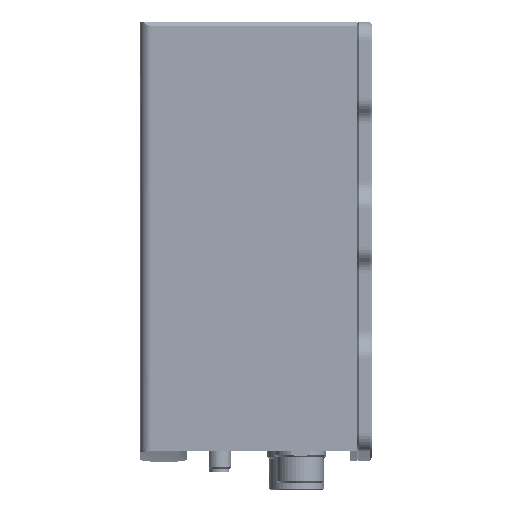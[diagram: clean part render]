
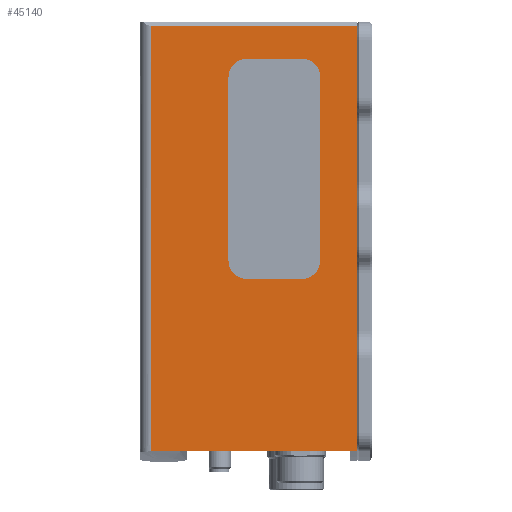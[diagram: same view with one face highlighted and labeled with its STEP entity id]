
A CAD part, left-side view. The second image highlights one B-rep face of the part: STEP entity #45140.
In plain terms, the highlighted planar face has unit normal (-1, 0, 0).
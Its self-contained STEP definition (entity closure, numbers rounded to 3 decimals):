
#639 = VERTEX_POINT ( 'NONE', #257345 ) ;
#1125 = EDGE_CURVE ( 'NONE', #146926, #151119, #136353, .T. ) ;
#1742 = DIRECTION ( 'NONE',  ( 0., 0., -1. ) ) ;
#4167 = LINE ( 'NONE', #108634, #236398 ) ;
#10533 = AXIS2_PLACEMENT_3D ( 'NONE', #149630, #249998, #252667 ) ;
#14592 = EDGE_CURVE ( 'NONE', #639, #170667, #154929, .T. ) ;
#19199 = VECTOR ( 'NONE', #176576, 1000. ) ;
#23449 = DIRECTION ( 'NONE',  ( 0., -1., 0. ) ) ;
#25636 = EDGE_CURVE ( 'NONE', #151119, #44944, #49488, .T. ) ;
#25914 = LINE ( 'NONE', #196793, #260072 ) ;
#25948 = CARTESIAN_POINT ( 'NONE',  ( 0., 10., -65. ) ) ;
#26567 = EDGE_CURVE ( 'NONE', #44944, #127157, #4167, .T. ) ;
#27049 = ORIENTED_EDGE ( 'NONE', *, *, #25636, .F. ) ;
#28625 = DIRECTION ( 'NONE',  ( 0., 1., 0. ) ) ;
#34772 = AXIS2_PLACEMENT_3D ( 'NONE', #84376, #251176, #45008 ) ;
#35025 = VECTOR ( 'NONE', #58925, 1000. ) ;
#35725 = LINE ( 'NONE', #178190, #163710 ) ;
#38203 = VERTEX_POINT ( 'NONE', #227239 ) ;
#44944 = VERTEX_POINT ( 'NONE', #170109 ) ;
#45008 = DIRECTION ( 'NONE',  ( 0., 0., -1. ) ) ;
#45140 = ADVANCED_FACE ( 'NONE', ( #252518, #88397 ), #168458, .F. ) ;
#45627 = CIRCLE ( 'NONE', #162584, 5. ) ;
#47071 = CARTESIAN_POINT ( 'NONE',  ( 0., 0., 0. ) ) ;
#49488 = CIRCLE ( 'NONE', #10533, 5. ) ;
#55537 = VERTEX_POINT ( 'NONE', #25948 ) ;
#55623 = CARTESIAN_POINT ( 'NONE',  ( 0., 35., -65. ) ) ;
#58925 = DIRECTION ( 'NONE',  ( 0., 1., 0. ) ) ;
#61109 = DIRECTION ( 'NONE',  ( 0., 0., 1. ) ) ;
#66969 = CARTESIAN_POINT ( 'NONE',  ( 0., 30., -65. ) ) ;
#67050 = AXIS2_PLACEMENT_3D ( 'NONE', #102233, #207987, #1742 ) ;
#68604 = CARTESIAN_POINT ( 'NONE',  ( 0., 15., -10. ) ) ;
#69364 = DIRECTION ( 'NONE',  ( 0., 0., 1. ) ) ;
#71998 = CARTESIAN_POINT ( 'NONE',  ( 0., 10., -15. ) ) ;
#72010 = VERTEX_POINT ( 'NONE', #100638 ) ;
#73049 = ORIENTED_EDGE ( 'NONE', *, *, #212095, .F. ) ;
#74509 = EDGE_CURVE ( 'NONE', #55537, #257064, #255146, .T. ) ;
#75007 = EDGE_LOOP ( 'NONE', ( #111278, #112227, #257802, #167065, #73049, #265306, #132931 ) ) ;
#84376 = CARTESIAN_POINT ( 'NONE',  ( 0., 56., 0. ) ) ;
#86966 = DIRECTION ( 'NONE',  ( 0., 0., -1. ) ) ;
#88397 = FACE_OUTER_BOUND ( 'NONE', #75007, .T. ) ;
#89144 = CARTESIAN_POINT ( 'NONE',  ( 0., 0., -117. ) ) ;
#93081 = DIRECTION ( 'NONE',  ( 0., 0., 1. ) ) ;
#93189 = CIRCLE ( 'NONE', #67050, 5. ) ;
#97614 = CARTESIAN_POINT ( 'NONE',  ( 0., 0., -117. ) ) ;
#97822 = EDGE_CURVE ( 'NONE', #224912, #55537, #93189, .T. ) ;
#98563 = EDGE_LOOP ( 'NONE', ( #216340, #108363, #229977, #218182, #181213, #27049, #215755, #207393 ) ) ;
#100638 = CARTESIAN_POINT ( 'NONE',  ( 0., 56., -115.076 ) ) ;
#102233 = CARTESIAN_POINT ( 'NONE',  ( 0., 15., -65. ) ) ;
#102620 = EDGE_CURVE ( 'NONE', #72010, #142679, #148135, .T. ) ;
#108363 = ORIENTED_EDGE ( 'NONE', *, *, #97822, .F. ) ;
#108634 = CARTESIAN_POINT ( 'NONE',  ( 0., 35., -15. ) ) ;
#111278 = ORIENTED_EDGE ( 'NONE', *, *, #102620, .F. ) ;
#112227 = ORIENTED_EDGE ( 'NONE', *, *, #214112, .T. ) ;
#124852 = CARTESIAN_POINT ( 'NONE',  ( 0., 15., -15. ) ) ;
#127157 = VERTEX_POINT ( 'NONE', #55623 ) ;
#127780 = CARTESIAN_POINT ( 'NONE',  ( 0., 56., 0. ) ) ;
#132931 = ORIENTED_EDGE ( 'NONE', *, *, #161001, .T. ) ;
#135224 = LINE ( 'NONE', #238171, #136707 ) ;
#136353 = LINE ( 'NONE', #161985, #35025 ) ;
#136707 = VECTOR ( 'NONE', #258591, 1000. ) ;
#142679 = VERTEX_POINT ( 'NONE', #228572 ) ;
#146926 = VERTEX_POINT ( 'NONE', #68604 ) ;
#148135 = LINE ( 'NONE', #127780, #177743 ) ;
#149630 = CARTESIAN_POINT ( 'NONE',  ( 0., 30., -15. ) ) ;
#149739 = DIRECTION ( 'NONE',  ( -1., 0., 0. ) ) ;
#151119 = VERTEX_POINT ( 'NONE', #249414 ) ;
#151579 = LINE ( 'NONE', #89144, #218341 ) ;
#153120 = CARTESIAN_POINT ( 'NONE',  ( 0., 56., -117. ) ) ;
#154929 = LINE ( 'NONE', #237538, #19199 ) ;
#161001 = EDGE_CURVE ( 'NONE', #217711, #142679, #25914, .T. ) ;
#161985 = CARTESIAN_POINT ( 'NONE',  ( 0., 15., -10. ) ) ;
#162584 = AXIS2_PLACEMENT_3D ( 'NONE', #124852, #229165, #61109 ) ;
#163710 = VECTOR ( 'NONE', #199887, 1000. ) ;
#164209 = CARTESIAN_POINT ( 'NONE',  ( 0., 10., -15. ) ) ;
#166749 = AXIS2_PLACEMENT_3D ( 'NONE', #66969, #149739, #212066 ) ;
#167065 = ORIENTED_EDGE ( 'NONE', *, *, #14592, .F. ) ;
#168458 = PLANE ( 'NONE',  #34772 ) ;
#169559 = VECTOR ( 'NONE', #93081, 1000. ) ;
#170109 = CARTESIAN_POINT ( 'NONE',  ( 0., 35., -15. ) ) ;
#170667 = VERTEX_POINT ( 'NONE', #204762 ) ;
#176576 = DIRECTION ( 'NONE',  ( 0., 1., 0. ) ) ;
#177743 = VECTOR ( 'NONE', #247150, 1000. ) ;
#178190 = CARTESIAN_POINT ( 'NONE',  ( 0., 45., -117. ) ) ;
#180406 = EDGE_CURVE ( 'NONE', #242060, #217711, #257164, .T. ) ;
#181213 = ORIENTED_EDGE ( 'NONE', *, *, #26567, .F. ) ;
#181277 = VERTEX_POINT ( 'NONE', #153120 ) ;
#185630 = EDGE_CURVE ( 'NONE', #257064, #146926, #45627, .T. ) ;
#194920 = DIRECTION ( 'NONE',  ( 0., 1., 0. ) ) ;
#196793 = CARTESIAN_POINT ( 'NONE',  ( 0., 56., -1. ) ) ;
#199887 = DIRECTION ( 'NONE',  ( 0., 1., 0. ) ) ;
#204030 = CARTESIAN_POINT ( 'NONE',  ( 0., 15., -70. ) ) ;
#204762 = CARTESIAN_POINT ( 'NONE',  ( 0., 48.2, -117. ) ) ;
#207393 = ORIENTED_EDGE ( 'NONE', *, *, #185630, .F. ) ;
#207987 = DIRECTION ( 'NONE',  ( -1., 0., 0. ) ) ;
#210713 = EDGE_CURVE ( 'NONE', #38203, #224912, #248639, .T. ) ;
#212066 = DIRECTION ( 'NONE',  ( 0., 0., 1. ) ) ;
#212095 = EDGE_CURVE ( 'NONE', #242060, #639, #151579, .T. ) ;
#214112 = EDGE_CURVE ( 'NONE', #72010, #181277, #135224, .T. ) ;
#215755 = ORIENTED_EDGE ( 'NONE', *, *, #1125, .F. ) ;
#216340 = ORIENTED_EDGE ( 'NONE', *, *, #74509, .F. ) ;
#217711 = VERTEX_POINT ( 'NONE', #250418 ) ;
#217784 = VECTOR ( 'NONE', #69364, 1000. ) ;
#218182 = ORIENTED_EDGE ( 'NONE', *, *, #238867, .F. ) ;
#218341 = VECTOR ( 'NONE', #194920, 1000. ) ;
#224912 = VERTEX_POINT ( 'NONE', #265228 ) ;
#227239 = CARTESIAN_POINT ( 'NONE',  ( 0., 30., -70. ) ) ;
#228572 = CARTESIAN_POINT ( 'NONE',  ( 0., 56., -1. ) ) ;
#229165 = DIRECTION ( 'NONE',  ( -1., 0., 0. ) ) ;
#229977 = ORIENTED_EDGE ( 'NONE', *, *, #210713, .F. ) ;
#231482 = CIRCLE ( 'NONE', #166749, 5. ) ;
#235952 = EDGE_CURVE ( 'NONE', #170667, #181277, #35725, .T. ) ;
#235989 = VECTOR ( 'NONE', #23449, 1000. ) ;
#236398 = VECTOR ( 'NONE', #86966, 1000. ) ;
#237538 = CARTESIAN_POINT ( 'NONE',  ( 0., 0., -117. ) ) ;
#238171 = CARTESIAN_POINT ( 'NONE',  ( 0., 56., 0. ) ) ;
#238867 = EDGE_CURVE ( 'NONE', #127157, #38203, #231482, .T. ) ;
#242060 = VERTEX_POINT ( 'NONE', #97614 ) ;
#247150 = DIRECTION ( 'NONE',  ( 0., 0., 1. ) ) ;
#248639 = LINE ( 'NONE', #204030, #235989 ) ;
#249414 = CARTESIAN_POINT ( 'NONE',  ( 0., 30., -10. ) ) ;
#249998 = DIRECTION ( 'NONE',  ( -1., 0., 0. ) ) ;
#250418 = CARTESIAN_POINT ( 'NONE',  ( 0., 0., -1. ) ) ;
#251176 = DIRECTION ( 'NONE',  ( 1., 0., 0. ) ) ;
#252518 = FACE_BOUND ( 'NONE', #98563, .T. ) ;
#252667 = DIRECTION ( 'NONE',  ( 0., 0., 1. ) ) ;
#255146 = LINE ( 'NONE', #71998, #217784 ) ;
#257064 = VERTEX_POINT ( 'NONE', #164209 ) ;
#257164 = LINE ( 'NONE', #47071, #169559 ) ;
#257345 = CARTESIAN_POINT ( 'NONE',  ( 0., 2., -117. ) ) ;
#257802 = ORIENTED_EDGE ( 'NONE', *, *, #235952, .F. ) ;
#258591 = DIRECTION ( 'NONE',  ( 0., 0., -1. ) ) ;
#260072 = VECTOR ( 'NONE', #28625, 1000. ) ;
#265228 = CARTESIAN_POINT ( 'NONE',  ( 0., 15., -70. ) ) ;
#265306 = ORIENTED_EDGE ( 'NONE', *, *, #180406, .T. ) ;
